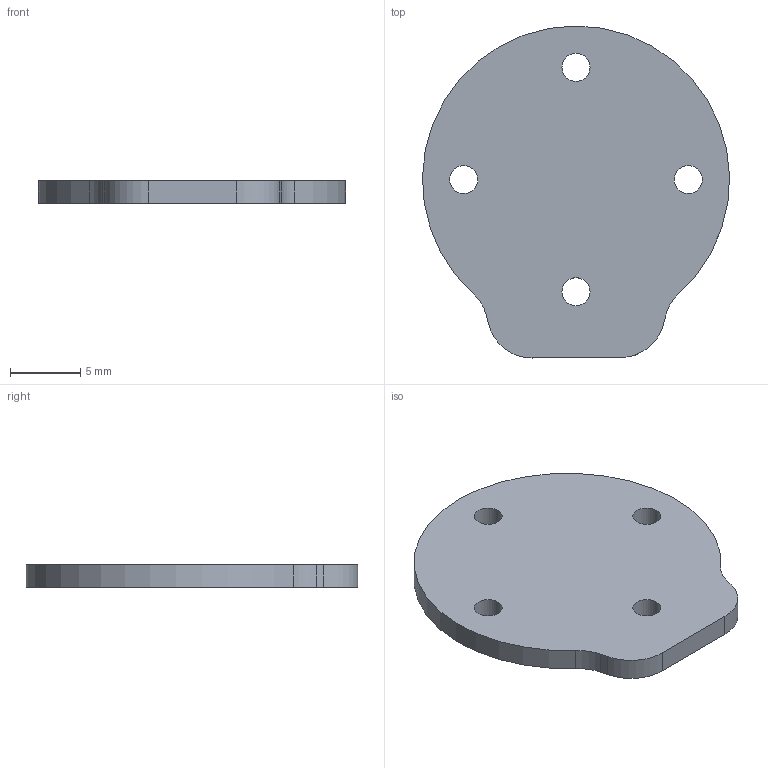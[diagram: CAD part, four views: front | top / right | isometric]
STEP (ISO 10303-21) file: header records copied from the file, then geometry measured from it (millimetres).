
FILE_DESCRIPTION(/* description */ (''),/* implementation_level */ '2;1');
FILE_NAME(/* name */ 'DynamixelSpacer.stp',/* time_stamp */ '2019-01-20T11:04:50-05:00',/* author */ ('Angus'),/* organization */ (''),/* preprocessor_version */ 'ST-DEVELOPER v16.5',/* originating_system */ 'Autodesk Inventor 2017',/* authorisation */ '');
FILE_SCHEMA (('AUTOMOTIVE_DESIGN { 1 0 10303 214 3 1 1 }'));
Length unit declared in the file: inch
Products named in the file (1): 8mm OD 6mm ID Rod End125DynamixelSpacer
Bounding box: 21.89 x 23.66 x 1.57 mm (x, y, z)
Volume: 615 mm3; surface area: 934.6 mm2
Topology: 1 solids, 1 shells, 14 faces, 40 edges, 28 vertices
Faces by surface type: cylinder 9, plane 5
Full cylindrical faces by diameter (mm): 2 x4
Entity records: 466 total; most frequent: DIRECTION 80, CARTESIAN_POINT 71, ORIENTED_EDGE 64, AXIS2_PLACEMENT_3D 33, EDGE_CURVE 32, EDGE_LOOP 26, VERTEX_POINT 24, CIRCLE 18
